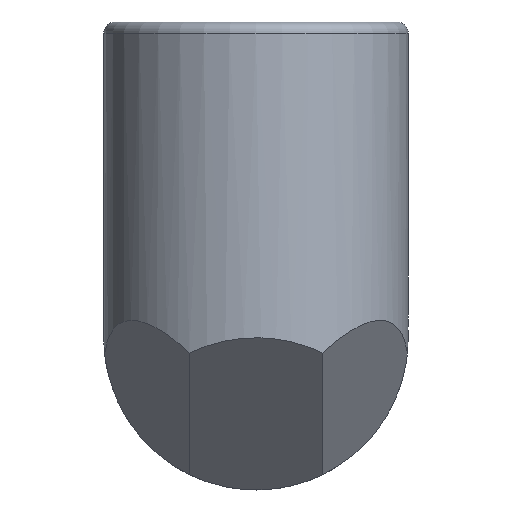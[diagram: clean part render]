
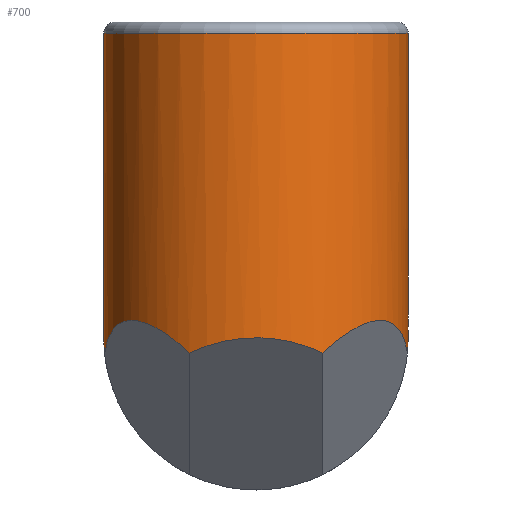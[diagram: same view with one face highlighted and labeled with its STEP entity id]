
A CAD part, left-side view. The second image highlights one B-rep face of the part: STEP entity #700.
In plain terms, the highlighted cylindrical face has radius 13.5 mm (diameter 27 mm), a full revolution.
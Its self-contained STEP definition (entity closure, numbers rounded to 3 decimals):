
#27=CYLINDRICAL_SURFACE('',#746,13.5);
#30=ELLIPSE('',#724,27.,13.5);
#33=ELLIPSE('',#728,27.,13.5);
#34=ELLIPSE('',#736,19.092,13.5);
#45=CIRCLE('',#747,13.5);
#68=B_SPLINE_CURVE_WITH_KNOTS('',3,(#6652,#6653,#6654,#6655,#6656,#6657,
#6658,#6659,#6660,#6661,#6662,#6663,#6664,#6665,#6666,#6667,#6668,#6669,
#6670,#6671,#6672,#6673,#6674,#6675,#6676,#6677,#6678,#6679,#6680,#6681,
#6682,#6683,#6684,#6685,#6686,#6687,#6688,#6689,#6690),.UNSPECIFIED.,.F.,
 .F.,(4,1,1,1,1,1,1,1,1,1,1,1,1,1,1,1,1,1,1,1,1,1,1,1,1,1,1,1,1,1,1,1,1,
1,1,1,4),(0.,0.063,0.125,0.188,0.25,0.375,0.438,0.469,0.5,0.531,
0.563,0.594,0.609,0.625,0.641,0.656,0.688,0.719,0.734,
0.75,0.766,0.781,0.813,0.844,0.859,0.867,0.875,0.883,
0.891,0.906,0.922,0.93,0.938,0.945,0.953,0.969,1.),
 .UNSPECIFIED.);
#69=B_SPLINE_CURVE_WITH_KNOTS('',3,(#6692,#6693,#6694,#6695,#6696,#6697,
#6698,#6699,#6700,#6701,#6702,#6703,#6704,#6705,#6706,#6707,#6708,#6709,
#6710,#6711,#6712,#6713,#6714,#6715),.UNSPECIFIED.,.F.,.F.,(4,1,1,1,1,1,
1,1,1,1,1,1,1,1,1,1,1,1,1,1,1,4),(0.,0.063,0.094,0.109,0.125,0.141,
0.156,0.188,0.219,0.25,0.281,0.313,0.344,0.375,0.406,0.438,
0.5,0.563,0.625,0.75,0.875,1.),.UNSPECIFIED.);
#70=B_SPLINE_CURVE_WITH_KNOTS('',3,(#6763,#6764,#6765,#6766,#6767,#6768,
#6769),.UNSPECIFIED.,.F.,.F.,(4,1,1,1,4),(0.,0.001,0.002,
0.003,0.005),.UNSPECIFIED.);
#288=ORIENTED_EDGE('',*,*,#425,.T.);
#289=ORIENTED_EDGE('',*,*,#419,.T.);
#290=ORIENTED_EDGE('',*,*,#414,.T.);
#291=ORIENTED_EDGE('',*,*,#426,.T.);
#292=ORIENTED_EDGE('',*,*,#427,.T.);
#293=ORIENTED_EDGE('',*,*,#407,.T.);
#294=ORIENTED_EDGE('',*,*,#406,.T.);
#295=ORIENTED_EDGE('',*,*,#400,.T.);
#296=ORIENTED_EDGE('',*,*,#409,.T.);
#400=EDGE_CURVE('',#510,#511,#602,.T.);
#406=EDGE_CURVE('',#516,#510,#68,.T.);
#407=EDGE_CURVE('',#514,#516,#69,.T.);
#409=EDGE_CURVE('',#511,#518,#30,.T.);
#414=EDGE_CURVE('',#521,#522,#33,.T.);
#419=EDGE_CURVE('',#518,#521,#34,.T.);
#425=EDGE_CURVE('',#529,#529,#45,.T.);
#426=EDGE_CURVE('',#522,#530,#604,.T.);
#427=EDGE_CURVE('',#530,#514,#70,.T.);
#510=VERTEX_POINT('',#6501);
#511=VERTEX_POINT('',#6502);
#514=VERTEX_POINT('',#6587);
#516=VERTEX_POINT('',#6691);
#518=VERTEX_POINT('',#6721);
#521=VERTEX_POINT('',#6728);
#522=VERTEX_POINT('',#6730);
#529=VERTEX_POINT('',#6757);
#530=VERTEX_POINT('',#6762);
#602=(
BOUNDED_CURVE()
B_SPLINE_CURVE(3,(#6497,#6498,#6499,#6500),.UNSPECIFIED.,.F.,.F.)
B_SPLINE_CURVE_WITH_KNOTS((4,4),(1.571,1.686),
 .UNSPECIFIED.)
CURVE()
GEOMETRIC_REPRESENTATION_ITEM()
RATIONAL_B_SPLINE_CURVE((1.,0.999,0.999,1.))
REPRESENTATION_ITEM('')
);
#604=(
BOUNDED_CURVE()
B_SPLINE_CURVE(3,(#6758,#6759,#6760,#6761),.UNSPECIFIED.,.F.,.F.)
B_SPLINE_CURVE_WITH_KNOTS((4,4),(4.607,4.781),
 .UNSPECIFIED.)
CURVE()
GEOMETRIC_REPRESENTATION_ITEM()
RATIONAL_B_SPLINE_CURVE((1.,0.997,0.997,1.))
REPRESENTATION_ITEM('')
);
#629=EDGE_LOOP('',(#288));
#630=EDGE_LOOP('',(#289,#290,#291,#292,#293,#294,#295,#296));
#665=FACE_BOUND('',#629,.T.);
#666=FACE_BOUND('',#630,.T.);
#700=ADVANCED_FACE('',(#665,#666),#27,.T.);
#724=AXIS2_PLACEMENT_3D('',#6720,#772,#773);
#728=AXIS2_PLACEMENT_3D('',#6731,#782,#783);
#736=AXIS2_PLACEMENT_3D('',#6743,#798,#799);
#746=AXIS2_PLACEMENT_3D('',#6755,#818,#819);
#747=AXIS2_PLACEMENT_3D('',#6756,#820,#821);
#772=DIRECTION('',(0.5,-0.707,0.5));
#773=DIRECTION('',(0.289,-0.408,-0.866));
#782=DIRECTION('',(0.5,0.707,0.5));
#783=DIRECTION('',(-0.289,-0.408,0.866));
#798=DIRECTION('',(0.707,0.,0.707));
#799=DIRECTION('',(0.707,0.,-0.707));
#818=DIRECTION('',(0.,0.,1.));
#819=DIRECTION('',(1.,0.,0.));
#820=DIRECTION('',(0.,0.,-1.));
#821=DIRECTION('',(1.,0.,0.));
#6497=CARTESIAN_POINT('',(0.,13.5,0.));
#6498=CARTESIAN_POINT('',(-0.518,13.5,-0.441));
#6499=CARTESIAN_POINT('',(-1.036,13.47,-0.882));
#6500=CARTESIAN_POINT('',(-1.55,13.411,-1.321));
#6501=CARTESIAN_POINT('',(0.,13.5,0.));
#6502=CARTESIAN_POINT('',(-1.55,13.411,-1.321));
#6587=CARTESIAN_POINT('',(2.828,-13.2,3.247));
#6652=CARTESIAN_POINT('',(13.5,0.,15.5));
#6653=CARTESIAN_POINT('',(13.5,0.411,15.5));
#6654=CARTESIAN_POINT('',(13.461,1.238,15.455));
#6655=CARTESIAN_POINT('',(13.298,2.442,15.268));
#6656=CARTESIAN_POINT('',(12.996,3.734,14.921));
#6657=CARTESIAN_POINT('',(12.437,5.38,14.279));
#6658=CARTESIAN_POINT('',(11.586,7.035,13.303));
#6659=CARTESIAN_POINT('',(10.647,8.322,12.224));
#6660=CARTESIAN_POINT('',(10.043,9.031,11.531));
#6661=CARTESIAN_POINT('',(9.542,9.559,10.955));
#6662=CARTESIAN_POINT('',(9.066,10.011,10.409));
#6663=CARTESIAN_POINT('',(8.54,10.463,9.805));
#6664=CARTESIAN_POINT('',(8.075,10.823,9.271));
#6665=CARTESIAN_POINT('',(7.691,11.097,8.831));
#6666=CARTESIAN_POINT('',(7.378,11.307,8.471));
#6667=CARTESIAN_POINT('',(7.12,11.471,8.175));
#6668=CARTESIAN_POINT('',(6.742,11.699,7.741));
#6669=CARTESIAN_POINT('',(6.257,11.969,7.184));
#6670=CARTESIAN_POINT('',(5.734,12.226,6.583));
#6671=CARTESIAN_POINT('',(5.309,12.414,6.096));
#6672=CARTESIAN_POINT('',(4.951,12.561,5.685));
#6673=CARTESIAN_POINT('',(4.701,12.656,5.397));
#6674=CARTESIAN_POINT('',(4.311,12.796,4.949));
#6675=CARTESIAN_POINT('',(3.809,12.957,4.373));
#6676=CARTESIAN_POINT('',(3.268,13.102,3.752));
#6677=CARTESIAN_POINT('',(2.866,13.193,3.291));
#6678=CARTESIAN_POINT('',(2.638,13.24,3.029));
#6679=CARTESIAN_POINT('',(2.445,13.277,2.807));
#6680=CARTESIAN_POINT('',(2.321,13.299,2.665));
#6681=CARTESIAN_POINT('',(2.124,13.333,2.439));
#6682=CARTESIAN_POINT('',(1.877,13.37,2.155));
#6683=CARTESIAN_POINT('',(1.605,13.405,1.843));
#6684=CARTESIAN_POINT('',(1.391,13.429,1.597));
#6685=CARTESIAN_POINT('',(1.193,13.447,1.37));
#6686=CARTESIAN_POINT('',(1.114,13.454,1.279));
#6687=CARTESIAN_POINT('',(0.945,13.467,1.085));
#6688=CARTESIAN_POINT('',(0.627,13.488,0.719));
#6689=CARTESIAN_POINT('',(0.27,13.5,0.31));
#6690=CARTESIAN_POINT('',(0.,13.5,0.));
#6691=CARTESIAN_POINT('',(13.5,0.,15.5));
#6692=CARTESIAN_POINT('',(2.828,-13.2,3.247));
#6693=CARTESIAN_POINT('',(3.215,-13.118,3.691));
#6694=CARTESIAN_POINT('',(3.767,-12.972,4.325));
#6695=CARTESIAN_POINT('',(4.353,-12.781,4.998));
#6696=CARTESIAN_POINT('',(4.682,-12.663,5.375));
#6697=CARTESIAN_POINT('',(4.898,-12.581,5.624));
#6698=CARTESIAN_POINT('',(5.193,-12.463,5.962));
#6699=CARTESIAN_POINT('',(5.548,-12.31,6.37));
#6700=CARTESIAN_POINT('',(5.985,-12.106,6.872));
#6701=CARTESIAN_POINT('',(6.488,-11.843,7.449));
#6702=CARTESIAN_POINT('',(6.937,-11.586,7.965));
#6703=CARTESIAN_POINT('',(7.47,-11.25,8.577));
#6704=CARTESIAN_POINT('',(7.949,-10.917,9.127));
#6705=CARTESIAN_POINT('',(8.416,-10.56,9.663));
#6706=CARTESIAN_POINT('',(8.839,-10.209,10.149));
#6707=CARTESIAN_POINT('',(9.303,-9.79,10.681));
#6708=CARTESIAN_POINT('',(9.867,-9.228,11.329));
#6709=CARTESIAN_POINT('',(10.505,-8.508,12.061));
#6710=CARTESIAN_POINT('',(11.231,-7.522,12.895));
#6711=CARTESIAN_POINT('',(12.041,-6.19,13.825));
#6712=CARTESIAN_POINT('',(12.841,-4.382,14.744));
#6713=CARTESIAN_POINT('',(13.388,-2.155,15.371));
#6714=CARTESIAN_POINT('',(13.5,-0.724,15.5));
#6715=CARTESIAN_POINT('',(13.5,0.,15.5));
#6720=CARTESIAN_POINT('',(0.,0.,-21.837));
#6721=CARTESIAN_POINT('',(-12.145,5.895,-1.355));
#6728=CARTESIAN_POINT('',(-12.145,-5.895,-1.355));
#6730=CARTESIAN_POINT('',(-1.426,-13.424,-1.426));
#6731=CARTESIAN_POINT('',(0.,0.,-21.837));
#6743=CARTESIAN_POINT('',(0.,0.,-13.5));
#6755=CARTESIAN_POINT('',(0.,0.,-13.5));
#6756=CARTESIAN_POINT('',(0.,0.,27.));
#6757=CARTESIAN_POINT('',(13.5,0.,27.));
#6758=CARTESIAN_POINT('',(-1.426,-13.424,-1.426));
#6759=CARTESIAN_POINT('',(-0.643,-13.508,-0.643));
#6760=CARTESIAN_POINT('',(0.144,-13.522,0.144));
#6761=CARTESIAN_POINT('',(0.929,-13.468,0.929));
#6762=CARTESIAN_POINT('',(0.929,-13.468,0.929));
#6763=CARTESIAN_POINT('',(0.929,-13.468,0.929));
#6764=CARTESIAN_POINT('',(0.63,-13.489,1.183));
#6765=CARTESIAN_POINT('',(0.25,-13.496,1.925));
#6766=CARTESIAN_POINT('',(0.623,-13.493,3.129));
#6767=CARTESIAN_POINT('',(1.735,-13.408,3.716));
#6768=CARTESIAN_POINT('',(2.524,-13.266,3.487));
#6769=CARTESIAN_POINT('',(2.828,-13.2,3.247));
